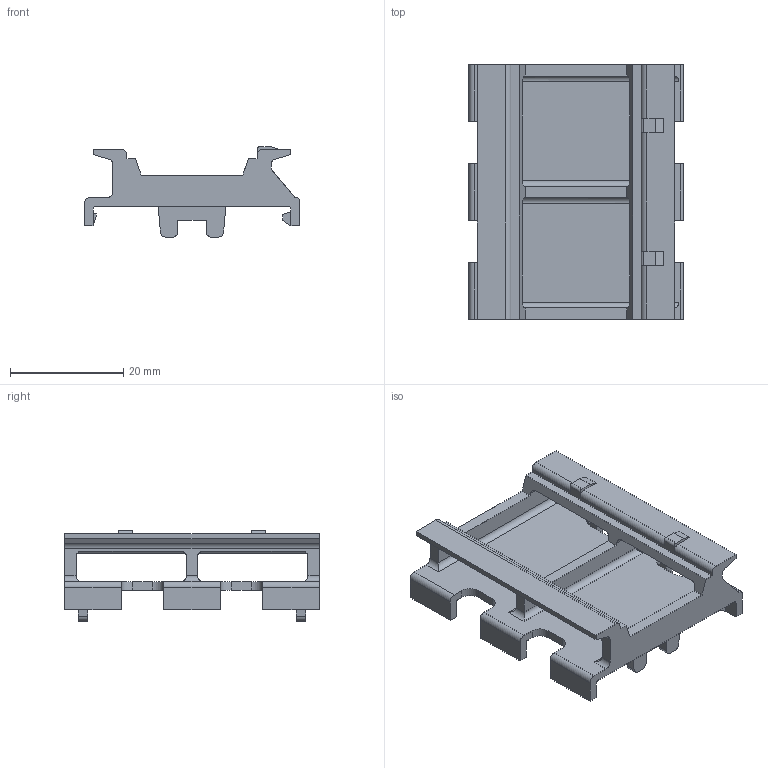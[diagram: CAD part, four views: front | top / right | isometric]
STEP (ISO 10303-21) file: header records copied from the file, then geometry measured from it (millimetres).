
FILE_DESCRIPTION (( 'STEP AP214' ), '1' );
FILE_NAME ('3084E02.STEP', '2013-05-31T11:05:04', ( '' ), ( '' ), 'SwSTEP 2.0', 'SolidWorks 2013', '' );
FILE_SCHEMA (( 'AUTOMOTIVE_DESIGN' ));
Length unit declared in the file: millimetre
Products named in the file (1): 3084E02
Bounding box: 38 x 45 x 16 mm (x, y, z)
Volume: 5041.4 mm3; surface area: 6785.4 mm2
Topology: 1 solids, 1 shells, 175 faces, 518 edges, 340 vertices
Faces by surface type: plane 119, cylinder 56
Entity records: 5846 total; most frequent: CARTESIAN_POINT 1100, ORIENTED_EDGE 1036, DIRECTION 940, EDGE_CURVE 518, VECTOR 404, LINE 404, VERTEX_POINT 340, AXIS2_PLACEMENT_3D 268
